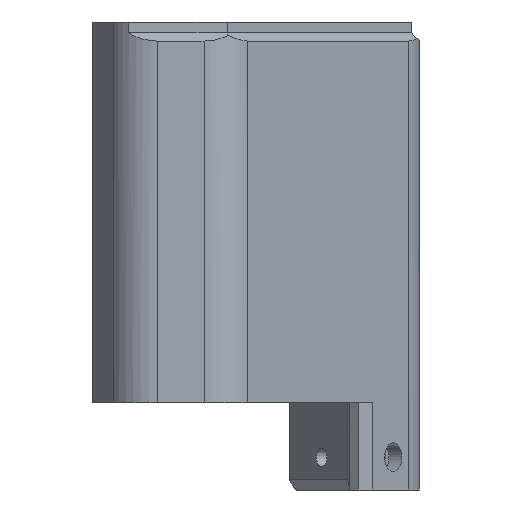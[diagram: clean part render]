
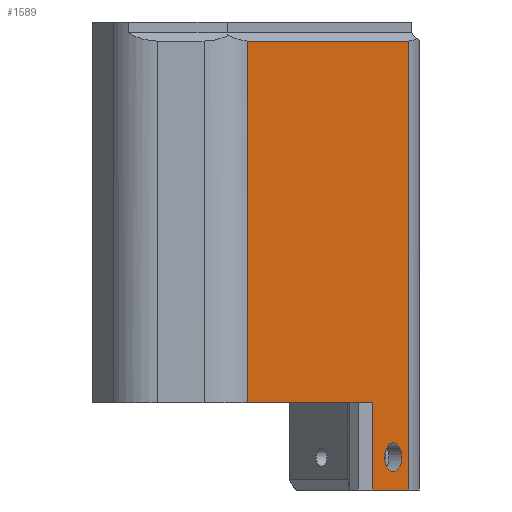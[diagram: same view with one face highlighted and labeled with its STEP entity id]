
A CAD part, left-side view. The second image highlights one B-rep face of the part: STEP entity #1589.
In plain terms, the highlighted planar face has unit normal (-0.601, -0.799, 0).
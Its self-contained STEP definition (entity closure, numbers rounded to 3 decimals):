
#47=FACE_BOUND('',#293,.T.);
#99=PLANE('',#1778);
#181=FACE_OUTER_BOUND('',#292,.T.);
#292=EDGE_LOOP('',(#1426,#1427,#1428,#1429,#1430,#1431));
#293=EDGE_LOOP('',(#1432));
#311=LINE('',#2290,#456);
#323=LINE('',#2319,#468);
#380=LINE('',#2495,#525);
#395=LINE('',#2546,#540);
#411=LINE('',#2600,#556);
#412=LINE('',#2602,#557);
#456=VECTOR('',#1812,10.);
#468=VECTOR('',#1834,10.);
#525=VECTOR('',#1973,10.);
#540=VECTOR('',#2020,10.);
#556=VECTOR('',#2080,10.);
#557=VECTOR('',#2083,10.);
#651=CIRCLE('',#1730,2.65);
#671=VERTEX_POINT('',#2286);
#673=VERTEX_POINT('',#2289);
#685=VERTEX_POINT('',#2317);
#755=VERTEX_POINT('',#2491);
#757=VERTEX_POINT('',#2494);
#793=VERTEX_POINT('',#2598);
#799=VERTEX_POINT('',#2622);
#818=EDGE_CURVE('',#673,#671,#311,.T.);
#833=EDGE_CURVE('',#671,#685,#323,.T.);
#917=EDGE_CURVE('',#757,#755,#380,.T.);
#946=EDGE_CURVE('',#755,#673,#395,.T.);
#974=EDGE_CURVE('',#685,#793,#411,.T.);
#975=EDGE_CURVE('',#793,#757,#412,.T.);
#984=EDGE_CURVE('',#799,#799,#651,.T.);
#1426=ORIENTED_EDGE('',*,*,#946,.T.);
#1427=ORIENTED_EDGE('',*,*,#818,.T.);
#1428=ORIENTED_EDGE('',*,*,#833,.T.);
#1429=ORIENTED_EDGE('',*,*,#974,.T.);
#1430=ORIENTED_EDGE('',*,*,#975,.T.);
#1431=ORIENTED_EDGE('',*,*,#917,.T.);
#1432=ORIENTED_EDGE('',*,*,#984,.F.);
#1589=ADVANCED_FACE('',(#181,#47),#99,.F.);
#1730=AXIS2_PLACEMENT_3D('',#2623,#2109,#2110);
#1778=AXIS2_PLACEMENT_3D('',#2706,#2229,#2230);
#1812=DIRECTION('',(0.,0.,-1.));
#1834=DIRECTION('',(0.799,-0.601,0.));
#1973=DIRECTION('',(0.,0.,-1.));
#2020=DIRECTION('',(0.799,-0.601,0.));
#2080=DIRECTION('',(0.,0.,1.));
#2083=DIRECTION('',(-0.799,0.601,0.));
#2109=DIRECTION('center_axis',(-0.601,-0.799,0.));
#2110=DIRECTION('ref_axis',(0.799,-0.601,0.));
#2229=DIRECTION('center_axis',(0.601,0.799,0.));
#2230=DIRECTION('ref_axis',(0.799,-0.601,0.));
#2286=CARTESIAN_POINT('',(-42.796,-67.917,-86.));
#2289=CARTESIAN_POINT('',(-42.796,-67.917,-70.));
#2290=CARTESIAN_POINT('',(-42.796,-67.917,-35.));
#2317=CARTESIAN_POINT('',(-34.083,-74.466,-86.));
#2319=CARTESIAN_POINT('',(-77.443,-41.876,-86.));
#2491=CARTESIAN_POINT('',(-73.451,-44.876,-70.));
#2494=CARTESIAN_POINT('',(-73.451,-44.876,-3.5));
#2495=CARTESIAN_POINT('',(-73.451,-44.876,0.));
#2546=CARTESIAN_POINT('',(-77.443,-41.876,-70.));
#2598=CARTESIAN_POINT('',(-34.083,-74.466,-3.5));
#2600=CARTESIAN_POINT('',(-34.083,-74.466,0.));
#2602=CARTESIAN_POINT('',(-52.024,-60.982,-3.5));
#2622=CARTESIAN_POINT('',(-39.93,-70.071,-80.));
#2623=CARTESIAN_POINT('Origin',(-37.812,-71.664,-80.));
#2706=CARTESIAN_POINT('Origin',(-77.443,-41.876,0.));
